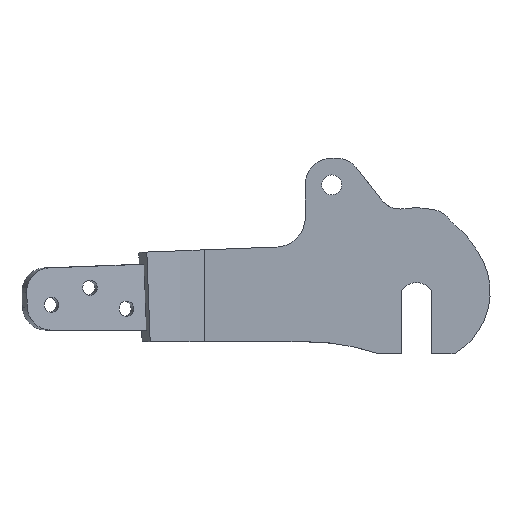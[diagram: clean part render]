
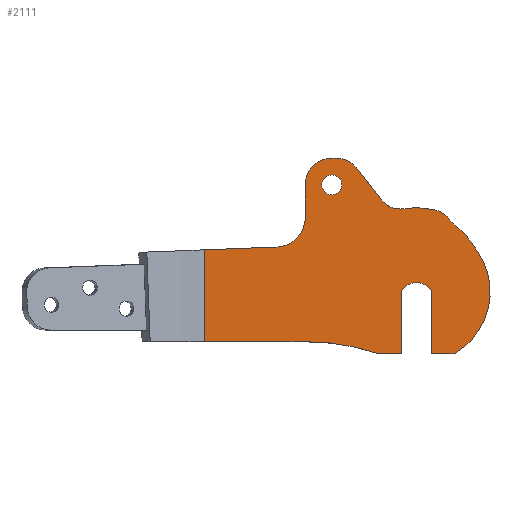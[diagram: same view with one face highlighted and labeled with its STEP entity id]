
A CAD part, top view. The second image highlights one B-rep face of the part: STEP entity #2111.
In plain terms, the highlighted planar face has unit normal (0, 0, 1).
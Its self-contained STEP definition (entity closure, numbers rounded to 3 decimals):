
#34=FACE_BOUND('',#497,.T.);
#187=CIRCLE('',#2301,8.);
#191=CIRCLE('',#2310,10.);
#192=CIRCLE('',#2314,23.971);
#193=CIRCLE('',#2316,18.);
#194=CIRCLE('',#2318,8.);
#195=CIRCLE('',#2320,26.25);
#211=CIRCLE('',#2356,3.375);
#214=CIRCLE('',#2361,8.);
#215=CIRCLE('',#2364,9.);
#216=CIRCLE('',#2365,71.273);
#217=CIRCLE('',#2366,10.);
#218=CIRCLE('',#2367,6.);
#219=CIRCLE('',#2368,23.971);
#360=FACE_OUTER_BOUND('',#496,.T.);
#496=EDGE_LOOP('',(#1845,#1846,#1847,#1848,#1849,#1850,#1851,#1852,#1853,
#1854,#1855,#1856,#1857,#1858,#1859,#1860,#1861,#1862,#1863,#1864,#1865,
#1866,#1867));
#497=EDGE_LOOP('',(#1868));
#565=LINE('',#3363,#729);
#619=LINE('',#3602,#783);
#625=LINE('',#3629,#789);
#627=LINE('',#3634,#791);
#652=LINE('',#3725,#816);
#658=LINE('',#3793,#822);
#659=LINE('',#3797,#823);
#660=LINE('',#3798,#824);
#661=LINE('',#3804,#825);
#662=LINE('',#3806,#826);
#663=LINE('',#3809,#827);
#729=VECTOR('',#2662,10.);
#783=VECTOR('',#2812,10.);
#789=VECTOR('',#2836,10.);
#791=VECTOR('',#2840,10.);
#816=VECTOR('',#2947,10.);
#822=VECTOR('',#2971,10.);
#823=VECTOR('',#2976,10.);
#824=VECTOR('',#2977,10.);
#825=VECTOR('',#2982,10.);
#826=VECTOR('',#2983,10.);
#827=VECTOR('',#2986,10.);
#931=VERTEX_POINT('',#3360);
#932=VERTEX_POINT('',#3362);
#976=VERTEX_POINT('',#3590);
#977=VERTEX_POINT('',#3592);
#980=VERTEX_POINT('',#3600);
#984=VERTEX_POINT('',#3616);
#985=VERTEX_POINT('',#3618);
#986=VERTEX_POINT('',#3622);
#987=VERTEX_POINT('',#3631);
#988=VERTEX_POINT('',#3633);
#989=VERTEX_POINT('',#3637);
#990=VERTEX_POINT('',#3641);
#991=VERTEX_POINT('',#3645);
#1012=VERTEX_POINT('',#3722);
#1013=VERTEX_POINT('',#3724);
#1015=VERTEX_POINT('',#3775);
#1019=VERTEX_POINT('',#3787);
#1020=VERTEX_POINT('',#3791);
#1021=VERTEX_POINT('',#3795);
#1022=VERTEX_POINT('',#3799);
#1023=VERTEX_POINT('',#3801);
#1024=VERTEX_POINT('',#3803);
#1025=VERTEX_POINT('',#3805);
#1026=VERTEX_POINT('',#3807);
#1158=EDGE_CURVE('',#931,#932,#565,.T.);
#1236=EDGE_CURVE('',#977,#976,#187,.T.);
#1241=EDGE_CURVE('',#976,#980,#619,.T.);
#1249=EDGE_CURVE('',#984,#985,#191,.T.);
#1252=EDGE_CURVE('',#986,#984,#625,.T.);
#1254=EDGE_CURVE('',#987,#988,#627,.T.);
#1257=EDGE_CURVE('',#989,#987,#192,.T.);
#1259=EDGE_CURVE('',#990,#989,#193,.T.);
#1261=EDGE_CURVE('',#991,#990,#194,.T.);
#1262=EDGE_CURVE('',#991,#977,#195,.T.);
#1297=EDGE_CURVE('',#1012,#1013,#652,.T.);
#1301=EDGE_CURVE('',#1015,#1015,#211,.T.);
#1307=EDGE_CURVE('',#1019,#980,#214,.T.);
#1309=EDGE_CURVE('',#1020,#1019,#658,.T.);
#1310=EDGE_CURVE('',#1021,#1020,#215,.T.);
#1311=EDGE_CURVE('',#985,#1021,#659,.T.);
#1312=EDGE_CURVE('',#986,#1013,#660,.T.);
#1313=EDGE_CURVE('',#1022,#1012,#216,.T.);
#1314=EDGE_CURVE('',#1023,#1022,#217,.T.);
#1315=EDGE_CURVE('',#1024,#1023,#661,.T.);
#1316=EDGE_CURVE('',#1025,#1024,#662,.T.);
#1317=EDGE_CURVE('',#1026,#1025,#218,.T.);
#1318=EDGE_CURVE('',#932,#1026,#663,.T.);
#1319=EDGE_CURVE('',#988,#931,#219,.T.);
#1845=ORIENTED_EDGE('',*,*,#1261,.F.);
#1846=ORIENTED_EDGE('',*,*,#1262,.T.);
#1847=ORIENTED_EDGE('',*,*,#1236,.T.);
#1848=ORIENTED_EDGE('',*,*,#1241,.T.);
#1849=ORIENTED_EDGE('',*,*,#1307,.F.);
#1850=ORIENTED_EDGE('',*,*,#1309,.F.);
#1851=ORIENTED_EDGE('',*,*,#1310,.F.);
#1852=ORIENTED_EDGE('',*,*,#1311,.F.);
#1853=ORIENTED_EDGE('',*,*,#1249,.F.);
#1854=ORIENTED_EDGE('',*,*,#1252,.F.);
#1855=ORIENTED_EDGE('',*,*,#1312,.T.);
#1856=ORIENTED_EDGE('',*,*,#1297,.F.);
#1857=ORIENTED_EDGE('',*,*,#1313,.F.);
#1858=ORIENTED_EDGE('',*,*,#1314,.F.);
#1859=ORIENTED_EDGE('',*,*,#1315,.F.);
#1860=ORIENTED_EDGE('',*,*,#1316,.F.);
#1861=ORIENTED_EDGE('',*,*,#1317,.F.);
#1862=ORIENTED_EDGE('',*,*,#1318,.F.);
#1863=ORIENTED_EDGE('',*,*,#1158,.F.);
#1864=ORIENTED_EDGE('',*,*,#1319,.F.);
#1865=ORIENTED_EDGE('',*,*,#1254,.F.);
#1866=ORIENTED_EDGE('',*,*,#1257,.F.);
#1867=ORIENTED_EDGE('',*,*,#1259,.F.);
#1868=ORIENTED_EDGE('',*,*,#1301,.T.);
#1999=PLANE('',#2363);
#2111=ADVANCED_FACE('',(#360,#34),#1999,.T.);
#2301=AXIS2_PLACEMENT_3D('',#3593,#2804,#2805);
#2310=AXIS2_PLACEMENT_3D('',#3619,#2831,#2832);
#2314=AXIS2_PLACEMENT_3D('',#3639,#2845,#2846);
#2316=AXIS2_PLACEMENT_3D('',#3643,#2850,#2851);
#2318=AXIS2_PLACEMENT_3D('',#3647,#2855,#2856);
#2320=AXIS2_PLACEMENT_3D('',#3649,#2859,#2860);
#2356=AXIS2_PLACEMENT_3D('',#3777,#2953,#2954);
#2361=AXIS2_PLACEMENT_3D('',#3789,#2966,#2967);
#2363=AXIS2_PLACEMENT_3D('',#3794,#2972,#2973);
#2364=AXIS2_PLACEMENT_3D('',#3796,#2974,#2975);
#2365=AXIS2_PLACEMENT_3D('',#3800,#2978,#2979);
#2366=AXIS2_PLACEMENT_3D('',#3802,#2980,#2981);
#2367=AXIS2_PLACEMENT_3D('',#3808,#2984,#2985);
#2368=AXIS2_PLACEMENT_3D('',#3810,#2987,#2988);
#2662=DIRECTION('',(-1.,0.,0.));
#2804=DIRECTION('center_axis',(0.,0.,-1.));
#2805=DIRECTION('ref_axis',(-0.79,-0.613,0.));
#2812=DIRECTION('',(-0.613,0.79,0.));
#2831=DIRECTION('center_axis',(0.,0.,1.));
#2832=DIRECTION('ref_axis',(0.042,-0.999,0.));
#2836=DIRECTION('',(0.999,0.039,0.));
#2840=DIRECTION('',(0.557,-0.83,0.));
#2845=DIRECTION('center_axis',(0.,0.,-1.));
#2846=DIRECTION('ref_axis',(0.83,0.557,0.));
#2850=DIRECTION('center_axis',(0.,0.,1.));
#2851=DIRECTION('ref_axis',(-0.83,-0.557,0.));
#2855=DIRECTION('center_axis',(0.,0.,-1.));
#2856=DIRECTION('ref_axis',(-0.777,-0.63,0.));
#2859=DIRECTION('center_axis',(0.,0.,1.));
#2860=DIRECTION('ref_axis',(0.604,0.797,0.));
#2947=DIRECTION('',(-1.,0.,0.));
#2953=DIRECTION('center_axis',(0.,0.,-1.));
#2954=DIRECTION('ref_axis',(1.,0.,0.));
#2966=DIRECTION('center_axis',(0.,0.,-1.));
#2967=DIRECTION('ref_axis',(0.44,0.898,0.));
#2971=DIRECTION('',(1.,-0.001,0.));
#2972=DIRECTION('center_axis',(0.,0.,1.));
#2973=DIRECTION('ref_axis',(1.,0.,0.));
#2974=DIRECTION('center_axis',(0.,0.,-1.));
#2975=DIRECTION('ref_axis',(0.,1.,0.));
#2976=DIRECTION('',(0.001,1.,0.));
#2977=DIRECTION('',(0.,-1.,0.));
#2978=DIRECTION('center_axis',(0.,0.,1.));
#2979=DIRECTION('ref_axis',(0.31,0.951,0.));
#2980=DIRECTION('center_axis',(0.,0.,-1.));
#2981=DIRECTION('ref_axis',(-0.31,-0.951,0.));
#2982=DIRECTION('',(-1.,0.,0.));
#2983=DIRECTION('',(0.,-1.,0.));
#2984=DIRECTION('center_axis',(0.,0.,1.));
#2985=DIRECTION('ref_axis',(0.833,0.553,0.));
#2986=DIRECTION('',(0.,1.,0.));
#2987=DIRECTION('center_axis',(0.,0.,-1.));
#2988=DIRECTION('ref_axis',(0.492,-0.871,0.));
#3360=CARTESIAN_POINT('',(162.652,-18.,-60.));
#3362=CARTESIAN_POINT('',(155.,-18.,-60.));
#3363=CARTESIAN_POINT('',(116.7,-18.,-60.));
#3590=CARTESIAN_POINT('',(138.109,33.92,-60.));
#3592=CARTESIAN_POINT('',(145.725,30.932,-60.));
#3593=CARTESIAN_POINT('Origin',(144.428,38.826,-60.));
#3600=CARTESIAN_POINT('',(129.581,44.905,-60.));
#3602=CARTESIAN_POINT('',(135.097,37.8,-60.));
#3616=CARTESIAN_POINT('',(102.837,18.026,-60.));
#3618=CARTESIAN_POINT('',(112.37,27.073,-60.));
#3619=CARTESIAN_POINT('Origin',(102.415,28.017,-60.));
#3622=CARTESIAN_POINT('',(78.399,17.071,-60.));
#3629=CARTESIAN_POINT('',(90.286,17.536,-60.));
#3631=CARTESIAN_POINT('',(168.533,19.548,-60.));
#3633=CARTESIAN_POINT('',(170.762,16.226,-60.));
#3634=CARTESIAN_POINT('',(160.177,32.,-60.));
#3637=CARTESIAN_POINT('',(163.51,24.982,-60.));
#3639=CARTESIAN_POINT('Origin',(148.628,6.19,-60.));
#3641=CARTESIAN_POINT('',(160.708,27.752,-60.));
#3643=CARTESIAN_POINT('Origin',(174.685,39.093,-60.));
#3645=CARTESIAN_POINT('',(156.475,30.462,-60.));
#3647=CARTESIAN_POINT('Origin',(154.496,22.711,-60.));
#3649=CARTESIAN_POINT('Origin',(149.98,5.029,-60.));
#3722=CARTESIAN_POINT('',(113.377,-14.,-60.));
#3724=CARTESIAN_POINT('',(78.399,-14.,-60.));
#3725=CARTESIAN_POINT('',(39.2,-14.,-60.));
#3775=CARTESIAN_POINT('',(118.002,39.,-60.));
#3777=CARTESIAN_POINT('Origin',(121.377,39.,-60.));
#3787=CARTESIAN_POINT('',(123.266,47.999,-60.));
#3789=CARTESIAN_POINT('Origin',(123.261,39.999,-60.));
#3791=CARTESIAN_POINT('',(121.381,48.,-60.));
#3793=CARTESIAN_POINT('',(105.965,48.008,-60.));
#3794=CARTESIAN_POINT('Origin',(78.399,0.,-60.));
#3795=CARTESIAN_POINT('',(112.377,39.,-60.));
#3796=CARTESIAN_POINT('Origin',(121.377,39.,-60.));
#3797=CARTESIAN_POINT('',(112.366,19.49,-60.));
#3798=CARTESIAN_POINT('',(78.399,0.,-60.));
#3799=CARTESIAN_POINT('',(135.461,-17.508,-60.));
#3800=CARTESIAN_POINT('Origin',(113.377,-85.273,-60.));
#3801=CARTESIAN_POINT('',(138.56,-18.,-60.));
#3802=CARTESIAN_POINT('Origin',(138.56,-8.,-60.));
#3803=CARTESIAN_POINT('',(145.,-18.,-60.));
#3804=CARTESIAN_POINT('',(108.48,-18.,-60.));
#3805=CARTESIAN_POINT('',(145.,3.317,-60.));
#3806=CARTESIAN_POINT('',(145.,-9.,-60.));
#3807=CARTESIAN_POINT('',(155.,3.317,-60.));
#3808=CARTESIAN_POINT('Origin',(150.,0.,-60.));
#3809=CARTESIAN_POINT('',(155.,1.658,-60.));
#3810=CARTESIAN_POINT('Origin',(150.857,2.869,-60.));
